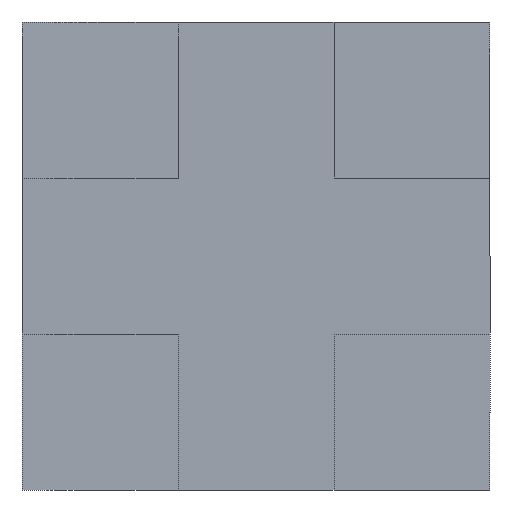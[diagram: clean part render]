
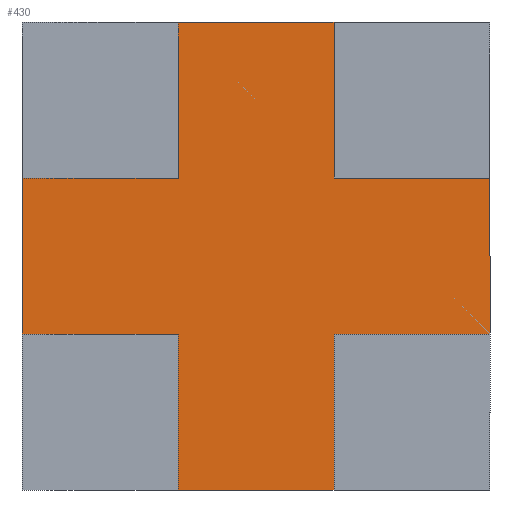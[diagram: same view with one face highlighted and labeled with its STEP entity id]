
A CAD part, front view. The second image highlights one B-rep face of the part: STEP entity #430.
In plain terms, the highlighted planar face has unit normal (0, -1, 0).
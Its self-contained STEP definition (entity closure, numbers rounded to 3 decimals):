
#10 = VECTOR ( 'NONE', #370, 1000. ) ;
#13 = DIRECTION ( 'NONE',  ( 0., 0., -1. ) ) ;
#14 = VERTEX_POINT ( 'NONE', #424 ) ;
#36 = ORIENTED_EDGE ( 'NONE', *, *, #858, .F. ) ;
#58 = VERTEX_POINT ( 'NONE', #697 ) ;
#61 = VECTOR ( 'NONE', #306, 1000. ) ;
#64 = VERTEX_POINT ( 'NONE', #517 ) ;
#66 = EDGE_CURVE ( 'NONE', #804, #518, #213, .T. ) ;
#67 = LINE ( 'NONE', #449, #10 ) ;
#75 = DIRECTION ( 'NONE',  ( 1., 0., 0. ) ) ;
#111 = ORIENTED_EDGE ( 'NONE', *, *, #473, .F. ) ;
#112 = EDGE_CURVE ( 'NONE', #58, #874, #137, .T. ) ;
#137 = LINE ( 'NONE', #596, #636 ) ;
#146 = VECTOR ( 'NONE', #294, 1000. ) ;
#148 = CARTESIAN_POINT ( 'NONE',  ( 4.233, -144.6, -4.233 ) ) ;
#149 = CARTESIAN_POINT ( 'NONE',  ( -4.233, -144.6, -4.233 ) ) ;
#151 = VERTEX_POINT ( 'NONE', #149 ) ;
#160 = VECTOR ( 'NONE', #328, 1000. ) ;
#170 = CARTESIAN_POINT ( 'NONE',  ( 4.233, -144.6, 12.7 ) ) ;
#191 = LINE ( 'NONE', #827, #263 ) ;
#206 = FACE_OUTER_BOUND ( 'NONE', #475, .T. ) ;
#213 = LINE ( 'NONE', #447, #514 ) ;
#242 = CARTESIAN_POINT ( 'NONE',  ( 4.233, -144.6, -4.233 ) ) ;
#244 = ORIENTED_EDGE ( 'NONE', *, *, #526, .F. ) ;
#263 = VECTOR ( 'NONE', #497, 1000. ) ;
#288 = ORIENTED_EDGE ( 'NONE', *, *, #112, .F. ) ;
#292 = VERTEX_POINT ( 'NONE', #1016 ) ;
#294 = DIRECTION ( 'NONE',  ( 0., 0., -1. ) ) ;
#296 = CARTESIAN_POINT ( 'NONE',  ( -12.7, -144.6, 4.233 ) ) ;
#297 = VECTOR ( 'NONE', #997, 1000. ) ;
#298 = ORIENTED_EDGE ( 'NONE', *, *, #682, .F. ) ;
#302 = DIRECTION ( 'NONE',  ( 0., 0., -1. ) ) ;
#306 = DIRECTION ( 'NONE',  ( -1., 0., 0. ) ) ;
#322 = LINE ( 'NONE', #170, #365 ) ;
#328 = DIRECTION ( 'NONE',  ( -1., 0., 0. ) ) ;
#331 = AXIS2_PLACEMENT_3D ( 'NONE', #985, #813, #492 ) ;
#332 = VECTOR ( 'NONE', #727, 1000. ) ;
#335 = ORIENTED_EDGE ( 'NONE', *, *, #605, .F. ) ;
#360 = EDGE_CURVE ( 'NONE', #292, #58, #557, .T. ) ;
#364 = LINE ( 'NONE', #672, #297 ) ;
#365 = VECTOR ( 'NONE', #13, 1000. ) ;
#369 = DIRECTION ( 'NONE',  ( 1., 0., 0. ) ) ;
#370 = DIRECTION ( 'NONE',  ( 1., 0., 0. ) ) ;
#373 = CARTESIAN_POINT ( 'NONE',  ( 4.233, -144.6, 12.7 ) ) ;
#388 = EDGE_CURVE ( 'NONE', #64, #292, #544, .T. ) ;
#407 = ORIENTED_EDGE ( 'NONE', *, *, #987, .F. ) ;
#424 = CARTESIAN_POINT ( 'NONE',  ( 12.7, -144.6, 4.233 ) ) ;
#428 = CARTESIAN_POINT ( 'NONE',  ( 12.7, -144.6, -4.233 ) ) ;
#430 = ADVANCED_FACE ( 'NONE', ( #206 ), #734, .T. ) ;
#447 = CARTESIAN_POINT ( 'NONE',  ( 4.233, -144.6, -4.233 ) ) ;
#449 = CARTESIAN_POINT ( 'NONE',  ( 4.233, -144.6, 4.233 ) ) ;
#467 = LINE ( 'NONE', #242, #160 ) ;
#473 = EDGE_CURVE ( 'NONE', #518, #728, #191, .T. ) ;
#475 = EDGE_LOOP ( 'NONE', ( #298, #244, #692, #111, #688, #335, #805, #36, #407, #288, #849, #556 ) ) ;
#486 = VERTEX_POINT ( 'NONE', #428 ) ;
#488 = EDGE_CURVE ( 'NONE', #728, #151, #364, .T. ) ;
#492 = DIRECTION ( 'NONE',  ( 0., 0., 1. ) ) ;
#497 = DIRECTION ( 'NONE',  ( -1., 0., 0. ) ) ;
#514 = VECTOR ( 'NONE', #302, 1000. ) ;
#517 = CARTESIAN_POINT ( 'NONE',  ( -12.7, -144.6, 4.233 ) ) ;
#518 = VERTEX_POINT ( 'NONE', #912 ) ;
#525 = CARTESIAN_POINT ( 'NONE',  ( -12.7, -144.6, -4.233 ) ) ;
#526 = EDGE_CURVE ( 'NONE', #151, #930, #608, .T. ) ;
#544 = LINE ( 'NONE', #296, #969 ) ;
#556 = ORIENTED_EDGE ( 'NONE', *, *, #388, .F. ) ;
#557 = LINE ( 'NONE', #725, #916 ) ;
#596 = CARTESIAN_POINT ( 'NONE',  ( -4.233, -144.6, 12.7 ) ) ;
#605 = EDGE_CURVE ( 'NONE', #486, #804, #467, .T. ) ;
#608 = LINE ( 'NONE', #927, #61 ) ;
#631 = VERTEX_POINT ( 'NONE', #861 ) ;
#636 = VECTOR ( 'NONE', #369, 1000. ) ;
#672 = CARTESIAN_POINT ( 'NONE',  ( -4.233, -144.6, -4.233 ) ) ;
#682 = EDGE_CURVE ( 'NONE', #930, #64, #806, .T. ) ;
#688 = ORIENTED_EDGE ( 'NONE', *, *, #66, .F. ) ;
#692 = ORIENTED_EDGE ( 'NONE', *, *, #488, .F. ) ;
#697 = CARTESIAN_POINT ( 'NONE',  ( -4.233, -144.6, 12.7 ) ) ;
#725 = CARTESIAN_POINT ( 'NONE',  ( -4.233, -144.6, 12.7 ) ) ;
#727 = DIRECTION ( 'NONE',  ( 0., 0., 1. ) ) ;
#728 = VERTEX_POINT ( 'NONE', #983 ) ;
#734 = PLANE ( 'NONE',  #331 ) ;
#804 = VERTEX_POINT ( 'NONE', #148 ) ;
#805 = ORIENTED_EDGE ( 'NONE', *, *, #940, .F. ) ;
#806 = LINE ( 'NONE', #884, #332 ) ;
#813 = DIRECTION ( 'NONE',  ( 0., -1., 0. ) ) ;
#827 = CARTESIAN_POINT ( 'NONE',  ( -4.233, -144.6, -12.7 ) ) ;
#839 = CARTESIAN_POINT ( 'NONE',  ( 12.7, -144.6, -4.233 ) ) ;
#849 = ORIENTED_EDGE ( 'NONE', *, *, #360, .F. ) ;
#858 = EDGE_CURVE ( 'NONE', #631, #14, #67, .T. ) ;
#861 = CARTESIAN_POINT ( 'NONE',  ( 4.233, -144.6, 4.233 ) ) ;
#874 = VERTEX_POINT ( 'NONE', #373 ) ;
#875 = DIRECTION ( 'NONE',  ( 0., 0., 1. ) ) ;
#884 = CARTESIAN_POINT ( 'NONE',  ( -12.7, -144.6, -4.233 ) ) ;
#912 = CARTESIAN_POINT ( 'NONE',  ( 4.233, -144.6, -12.7 ) ) ;
#916 = VECTOR ( 'NONE', #875, 1000. ) ;
#927 = CARTESIAN_POINT ( 'NONE',  ( -12.7, -144.6, -4.233 ) ) ;
#930 = VERTEX_POINT ( 'NONE', #525 ) ;
#940 = EDGE_CURVE ( 'NONE', #14, #486, #1021, .T. ) ;
#969 = VECTOR ( 'NONE', #75, 1000. ) ;
#983 = CARTESIAN_POINT ( 'NONE',  ( -4.233, -144.6, -12.7 ) ) ;
#985 = CARTESIAN_POINT ( 'NONE',  ( 0., -144.6, 0. ) ) ;
#987 = EDGE_CURVE ( 'NONE', #874, #631, #322, .T. ) ;
#997 = DIRECTION ( 'NONE',  ( 0., 0., 1. ) ) ;
#1016 = CARTESIAN_POINT ( 'NONE',  ( -4.233, -144.6, 4.233 ) ) ;
#1021 = LINE ( 'NONE', #839, #146 ) ;
